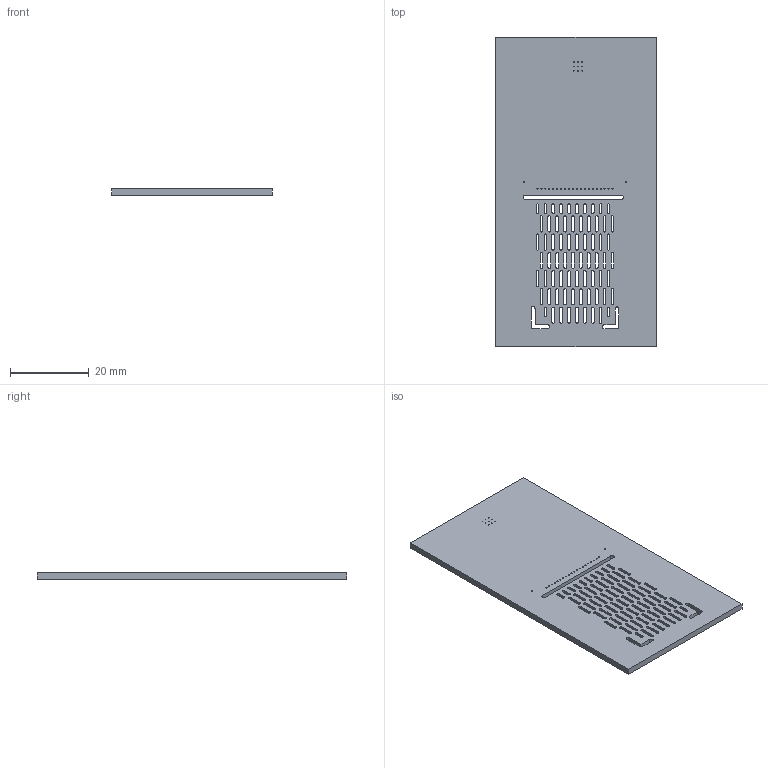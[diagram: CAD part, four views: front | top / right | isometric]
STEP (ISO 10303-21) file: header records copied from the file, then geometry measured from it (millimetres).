
FILE_DESCRIPTION(('KiCad electronic assembly'),'2;1');
FILE_NAME('optacon.step','2022-07-03T13:31:16',('Pcbnew'),('Kicad'), 'Open CASCADE STEP processor 7.6','KiCad to STEP converter','Unknown' );
FILE_SCHEMA(('AUTOMOTIVE_DESIGN { 1 0 10303 214 1 1 1 1 }'));
Length unit declared in the file: millimetre
Products named in the file (2): optacon 1; _autosave-optacon PCB
Assembly tree (1 placements, depth 2):
  optacon 1
    _autosave-optacon PCB
Bounding box: 40.6 x 78.5 x 1.6 mm (x, y, z)
Volume: 4744.2 mm3; surface area: 7429.9 mm2
Topology: 1 solids, 1 shells, 331 faces, 987 edges, 658 vertices
Faces by surface type: cylinder 177, plane 154
Full cylindrical faces by diameter (mm): 0.2 x9, 0.3 x22
Entity records: 25587 total; most frequent: CARTESIAN_POINT 6076, DIRECTION 3627, LINE 2253, VECTOR 2253, ORIENTED_EDGE 1974, PCURVE 1974, DEFINITIONAL_REPRESENTATION 1974, EDGE_CURVE 987
